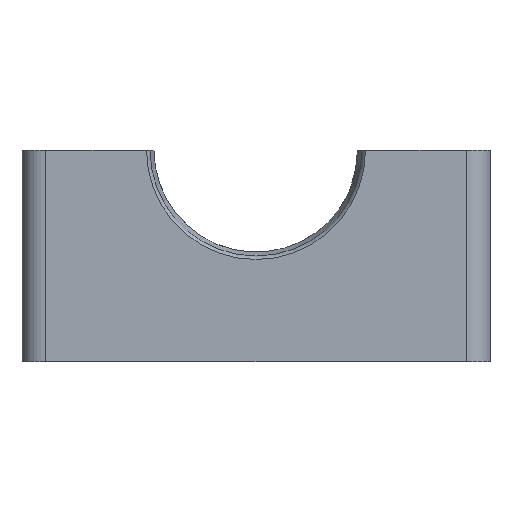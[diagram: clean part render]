
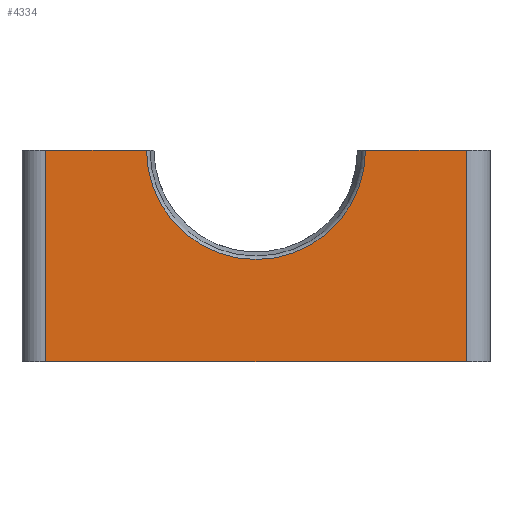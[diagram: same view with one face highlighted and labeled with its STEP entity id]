
A CAD part, front view. The second image highlights one B-rep face of the part: STEP entity #4334.
In plain terms, the highlighted planar face has unit normal (0, -1, 0).
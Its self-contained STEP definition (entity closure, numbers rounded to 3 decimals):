
#122=CIRCLE('',#4533,9.296);
#442=FACE_OUTER_BOUND('',#685,.T.);
#685=EDGE_LOOP('',(#3672,#3673,#3674,#3675,#3676,#3677));
#1036=LINE('',#8297,#1370);
#1038=LINE('',#8303,#1372);
#1039=LINE('',#8307,#1373);
#1040=LINE('',#8309,#1374);
#1041=LINE('',#8310,#1375);
#1370=VECTOR('',#5151,10.);
#1372=VECTOR('',#5157,10.);
#1373=VECTOR('',#5160,10.);
#1374=VECTOR('',#5161,10.);
#1375=VECTOR('',#5162,10.);
#1979=VERTEX_POINT('',#8294);
#1980=VERTEX_POINT('',#8296);
#1982=VERTEX_POINT('',#8302);
#1983=VERTEX_POINT('',#8304);
#1984=VERTEX_POINT('',#8306);
#1985=VERTEX_POINT('',#8308);
#2571=EDGE_CURVE('',#1979,#1980,#1036,.T.);
#2574=EDGE_CURVE('',#1982,#1979,#1038,.T.);
#2575=EDGE_CURVE('',#1982,#1983,#122,.T.);
#2576=EDGE_CURVE('',#1984,#1983,#1039,.T.);
#2577=EDGE_CURVE('',#1985,#1984,#1040,.T.);
#2578=EDGE_CURVE('',#1980,#1985,#1041,.T.);
#3672=ORIENTED_EDGE('',*,*,#2571,.F.);
#3673=ORIENTED_EDGE('',*,*,#2574,.F.);
#3674=ORIENTED_EDGE('',*,*,#2575,.T.);
#3675=ORIENTED_EDGE('',*,*,#2576,.F.);
#3676=ORIENTED_EDGE('',*,*,#2577,.F.);
#3677=ORIENTED_EDGE('',*,*,#2578,.F.);
#4136=PLANE('',#4532);
#4334=ADVANCED_FACE('',(#442),#4136,.T.);
#4532=AXIS2_PLACEMENT_3D('',#8301,#5155,#5156);
#4533=AXIS2_PLACEMENT_3D('',#8305,#5158,#5159);
#5151=DIRECTION('',(0.,0.,-1.));
#5155=DIRECTION('center_axis',(0.,-1.,0.));
#5156=DIRECTION('ref_axis',(1.,0.,0.));
#5157=DIRECTION('',(1.,0.,0.));
#5158=DIRECTION('center_axis',(0.,1.,0.));
#5159=DIRECTION('ref_axis',(0.,0.,-1.));
#5160=DIRECTION('',(1.,0.,0.));
#5161=DIRECTION('',(0.,0.,1.));
#5162=DIRECTION('',(-1.,0.,0.));
#8294=CARTESIAN_POINT('',(17.87,-12.95,18.));
#8296=CARTESIAN_POINT('',(17.87,-12.95,0.));
#8297=CARTESIAN_POINT('',(17.87,-12.95,0.));
#8301=CARTESIAN_POINT('Origin',(-19.87,-12.95,0.));
#8302=CARTESIAN_POINT('',(9.296,-12.95,18.));
#8303=CARTESIAN_POINT('',(-19.87,-12.95,18.));
#8304=CARTESIAN_POINT('',(-9.296,-12.95,18.));
#8305=CARTESIAN_POINT('Origin',(0.,-12.95,18.));
#8306=CARTESIAN_POINT('',(-17.87,-12.95,18.));
#8307=CARTESIAN_POINT('',(-19.87,-12.95,18.));
#8308=CARTESIAN_POINT('',(-17.87,-12.95,0.));
#8309=CARTESIAN_POINT('',(-17.87,-12.95,0.));
#8310=CARTESIAN_POINT('',(-9.935,-12.95,0.));
